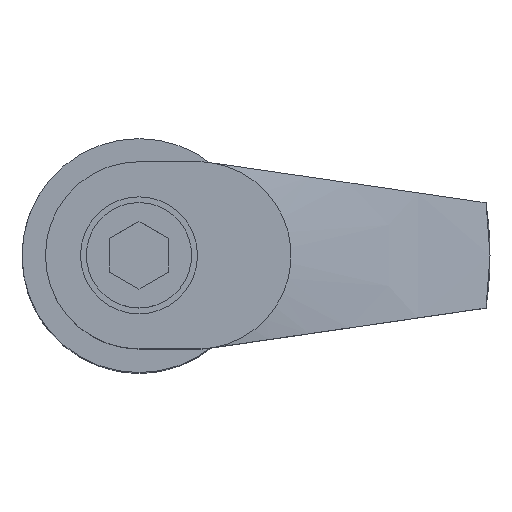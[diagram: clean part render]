
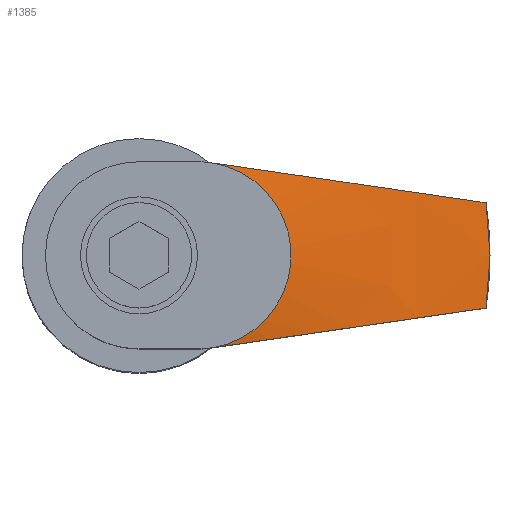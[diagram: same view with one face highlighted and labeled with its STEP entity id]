
A CAD part, top view. The second image highlights one B-rep face of the part: STEP entity #1385.
In plain terms, the highlighted conical face has half-angle 79.992 degrees and reference radius 68.932 mm.
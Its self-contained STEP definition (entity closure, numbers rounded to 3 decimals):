
#2 = CARTESIAN_POINT ( 'NONE',  ( 20.2, 14.686, 56.685 ) ) ;
#9 = B_SPLINE_CURVE_WITH_KNOTS ( 'NONE', 3,
 ( #507, #1242, #1958, #327 ),
 .UNSPECIFIED., .F., .F.,
 ( 4, 4 ),
 ( 0.009, 0.018 ),
 .UNSPECIFIED. ) ;
#13 = CARTESIAN_POINT ( 'NONE',  ( 28.081, -13.54, 55.844 ) ) ;
#90 = CARTESIAN_POINT ( 'NONE',  ( 10., 0., 47.659 ) ) ;
#197 = CARTESIAN_POINT ( 'NONE',  ( 12.301, 15.834, 57. ) ) ;
#237 = CARTESIAN_POINT ( 'NONE',  ( 60., 0., 51. ) ) ;
#271 = CARTESIAN_POINT ( 'NONE',  ( 60., 0., 51. ) ) ;
#281 = CARTESIAN_POINT ( 'NONE',  ( 59.776, 6., 50.992 ) ) ;
#327 = CARTESIAN_POINT ( 'NONE',  ( 59.321, -9., 50.976 ) ) ;
#348 = VERTEX_POINT ( 'NONE', #237 ) ;
#371 = EDGE_CURVE ( 'NONE', #1577, #1831, #1961, .T. ) ;
#373 = CARTESIAN_POINT ( 'NONE',  ( 14.292, -15.544, 57. ) ) ;
#383 = CARTESIAN_POINT ( 'NONE',  ( 55.423, -9.567, 51.635 ) ) ;
#393 = DIRECTION ( 'NONE',  ( -1., 0., 0. ) ) ;
#405 = CARTESIAN_POINT ( 'NONE',  ( 39.816, -11.835, 54.176 ) ) ;
#423 = ORIENTED_EDGE ( 'NONE', *, *, #447, .F. ) ;
#447 = EDGE_CURVE ( 'NONE', #1577, #1694, #1224, .T. ) ;
#449 = FACE_OUTER_BOUND ( 'NONE', #1004, .T. ) ;
#461 = EDGE_CURVE ( 'NONE', #2210, #1831, #1727, .T. ) ;
#464 = CARTESIAN_POINT ( 'NONE',  ( 59.321, 9., 50.976 ) ) ;
#507 = CARTESIAN_POINT ( 'NONE',  ( 60., 0., 51. ) ) ;
#547 = CARTESIAN_POINT ( 'NONE',  ( 16.274, -15.256, 56.931 ) ) ;
#660 = DIRECTION ( 'NONE',  ( -1., 0., 0. ) ) ;
#678 = EDGE_CURVE ( 'NONE', #348, #2210, #9, .T. ) ;
#727 = CARTESIAN_POINT ( 'NONE',  ( 55.421, 9.567, 51.635 ) ) ;
#738 = CARTESIAN_POINT ( 'NONE',  ( 26.121, -13.825, 56.086 ) ) ;
#752 = CARTESIAN_POINT ( 'NONE',  ( 31.982, 12.973, 55.325 ) ) ;
#798 = ORIENTED_EDGE ( 'NONE', *, *, #461, .F. ) ;
#826 = AXIS2_PLACEMENT_3D ( 'NONE', #1623, #1638, #393 ) ;
#890 = CARTESIAN_POINT ( 'NONE',  ( 59.321, -9., 50.976 ) ) ;
#893 = CARTESIAN_POINT ( 'NONE',  ( 12.301, -15.834, 57. ) ) ;
#917 = CARTESIAN_POINT ( 'NONE',  ( 39.807, 11.836, 54.177 ) ) ;
#1004 = EDGE_LOOP ( 'NONE', ( #1346, #798, #1081, #2029, #423 ) ) ;
#1077 = EDGE_CURVE ( 'NONE', #1694, #348, #1515, .T. ) ;
#1081 = ORIENTED_EDGE ( 'NONE', *, *, #678, .F. ) ;
#1094 = CARTESIAN_POINT ( 'NONE',  ( 33.939, 12.689, 55.046 ) ) ;
#1115 = CARTESIAN_POINT ( 'NONE',  ( 26.098, 13.829, 56.089 ) ) ;
#1129 = CARTESIAN_POINT ( 'NONE',  ( 22.193, -14.396, 56.506 ) ) ;
#1224 = B_SPLINE_CURVE_WITH_KNOTS ( 'NONE', 3,
 ( #197, #2028, #2019, #2, #1446, #1115, #1269, #752, #1094, #917, #2037, #1648, #727, #1259 ),
 .UNSPECIFIED., .F., .F.,
 ( 4, 2, 2, 2, 2, 2, 4 ),
 ( 0., 0.006, 0.012, 0.018, 0.024, 0.036, 0.048 ),
 .UNSPECIFIED. ) ;
#1242 = CARTESIAN_POINT ( 'NONE',  ( 60., -3., 51. ) ) ;
#1259 = CARTESIAN_POINT ( 'NONE',  ( 59.321, 9., 50.976 ) ) ;
#1269 = CARTESIAN_POINT ( 'NONE',  ( 28.061, 13.543, 55.847 ) ) ;
#1286 = CARTESIAN_POINT ( 'NONE',  ( 20.224, -14.682, 56.684 ) ) ;
#1344 = CARTESIAN_POINT ( 'NONE',  ( 12.301, 15.834, 57. ) ) ;
#1346 = ORIENTED_EDGE ( 'NONE', *, *, #371, .T. ) ;
#1381 = CARTESIAN_POINT ( 'NONE',  ( 60., 3., 51. ) ) ;
#1385 = ADVANCED_FACE ( 'NONE', ( #449 ), #1626, .T. ) ;
#1446 = CARTESIAN_POINT ( 'NONE',  ( 22.167, 14.4, 56.509 ) ) ;
#1456 = CARTESIAN_POINT ( 'NONE',  ( 51.523, -10.133, 52.286 ) ) ;
#1472 = CARTESIAN_POINT ( 'NONE',  ( 59.321, 9., 50.976 ) ) ;
#1482 = CARTESIAN_POINT ( 'NONE',  ( 31.997, -12.971, 55.323 ) ) ;
#1515 = B_SPLINE_CURVE_WITH_KNOTS ( 'NONE', 3,
 ( #1472, #281, #1381, #271 ),
 .UNSPECIFIED., .F., .F.,
 ( 4, 4 ),
 ( 0., 0.009 ),
 .UNSPECIFIED. ) ;
#1571 = DIRECTION ( 'NONE',  ( 0., 0., -1. ) ) ;
#1577 = VERTEX_POINT ( 'NONE', #1344 ) ;
#1623 = CARTESIAN_POINT ( 'NONE',  ( 10., 0., 57. ) ) ;
#1626 = CONICAL_SURFACE ( 'NONE', #1964, 68.932, 1.396 ) ;
#1638 = DIRECTION ( 'NONE',  ( 0., 0., -1. ) ) ;
#1648 = CARTESIAN_POINT ( 'NONE',  ( 51.52, 10.134, 52.287 ) ) ;
#1678 = CARTESIAN_POINT ( 'NONE',  ( 59.321, -9., 50.976 ) ) ;
#1694 = VERTEX_POINT ( 'NONE', #464 ) ;
#1727 = B_SPLINE_CURVE_WITH_KNOTS ( 'NONE', 3,
 ( #1678, #383, #1456, #2187, #405, #2006, #1482, #13, #738, #1129, #1286, #547, #373, #893 ),
 .UNSPECIFIED., .F., .F.,
 ( 4, 2, 2, 2, 2, 2, 4 ),
 ( 0., 0.012, 0.024, 0.03, 0.036, 0.042, 0.048 ),
 .UNSPECIFIED. ) ;
#1831 = VERTEX_POINT ( 'NONE', #1981 ) ;
#1958 = CARTESIAN_POINT ( 'NONE',  ( 59.776, -6., 50.992 ) ) ;
#1961 = CIRCLE ( 'NONE', #826, 16. ) ;
#1964 = AXIS2_PLACEMENT_3D ( 'NONE', #90, #1571, #660 ) ;
#1981 = CARTESIAN_POINT ( 'NONE',  ( 12.301, -15.834, 57. ) ) ;
#2006 = CARTESIAN_POINT ( 'NONE',  ( 33.953, -12.687, 55.044 ) ) ;
#2019 = CARTESIAN_POINT ( 'NONE',  ( 16.257, 15.259, 56.932 ) ) ;
#2028 = CARTESIAN_POINT ( 'NONE',  ( 14.282, 15.546, 57. ) ) ;
#2029 = ORIENTED_EDGE ( 'NONE', *, *, #1077, .F. ) ;
#2037 = CARTESIAN_POINT ( 'NONE',  ( 43.713, 11.268, 53.557 ) ) ;
#2187 = CARTESIAN_POINT ( 'NONE',  ( 43.72, -11.267, 53.556 ) ) ;
#2210 = VERTEX_POINT ( 'NONE', #890 ) ;
